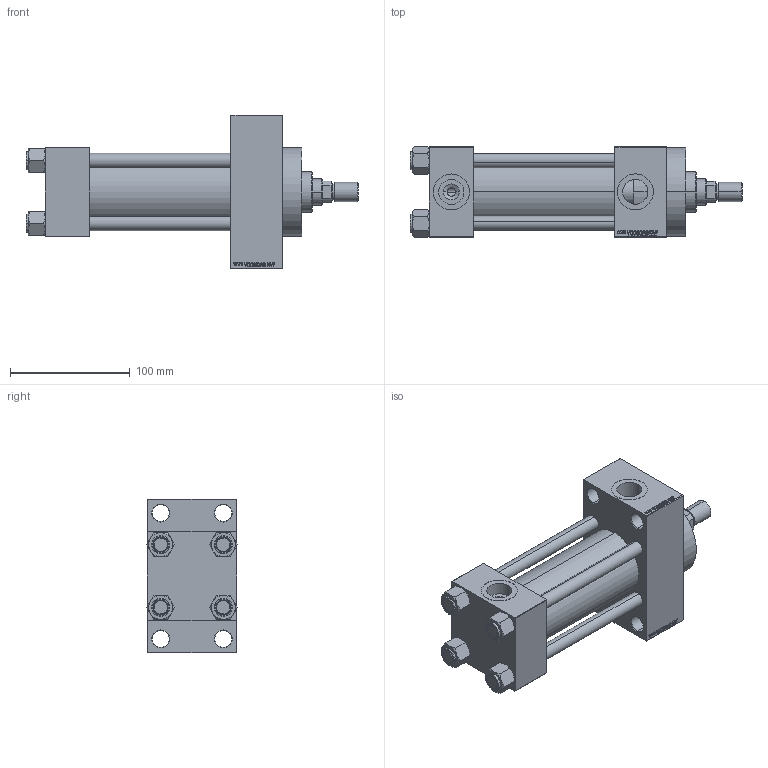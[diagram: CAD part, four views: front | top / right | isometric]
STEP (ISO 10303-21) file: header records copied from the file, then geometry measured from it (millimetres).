
FILE_DESCRIPTION (( 'STEP AP203' ), '1' );
FILE_NAME ('8898.STEP', '2022-04-15T17:47:25', ( '' ), ( '' ), 'SwSTEP 2.0', 'SolidWorks 2019', '' );
FILE_SCHEMA (( 'CONFIG_CONTROL_DESIGN' ));
Length unit declared in the file: millimetre
Products named in the file (7): ROD_END_AH cc2feb8a72acfe40d71f8d72ad8d9262; V215CR_VCP_D cc2feb8a72acfe40d71f8d72ad8d9262; NUT_M5_D cc2feb8a72acfe40d71f8d72ad8d9262; V215_VC_A cc2feb8a72acfe40d71f8d72ad8d9262; V215CR_D_Body cc2feb8a72acfe40d71f8d72ad8d9262; 8898; V215CR_D_TYCINKA cc2feb8a72acfe40d71f8d72ad8d9262
Assembly tree (12 placements, depth 2):
  8898
    V215CR_D_Body cc2feb8a72acfe40d71f8d72ad8d9262
    V215CR_VCP_D cc2feb8a72acfe40d71f8d72ad8d9262
    NUT_M5_D cc2feb8a72acfe40d71f8d72ad8d9262  x4
    V215CR_D_TYCINKA cc2feb8a72acfe40d71f8d72ad8d9262  x4
    V215_VC_A cc2feb8a72acfe40d71f8d72ad8d9262
    ROD_END_AH cc2feb8a72acfe40d71f8d72ad8d9262
Bounding box: 277 x 75.54 x 128 mm (x, y, z)
Volume: 881510.1 mm3; surface area: 201338.1 mm2
Topology: 12 solids, 12 shells, 1125 faces, 2793 edges, 1807 vertices
Faces by surface type: plane 503, bspline 368, cone 148, cylinder 96, torus 10
Entity records: 47890 total; most frequent: CARTESIAN_POINT 25171, ORIENTED_EDGE 5078, DIRECTION 3307, EDGE_CURVE 2539, VERTEX_POINT 1663, LINE 1517, VECTOR 1517, EDGE_LOOP 1140
